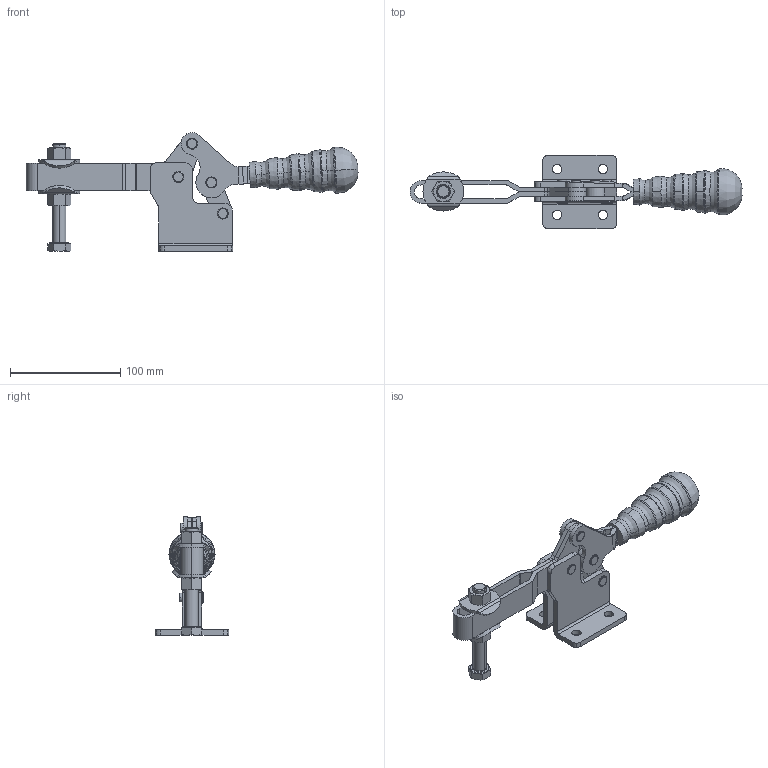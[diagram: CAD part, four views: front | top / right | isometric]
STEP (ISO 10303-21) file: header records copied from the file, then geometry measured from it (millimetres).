
FILE_DESCRIPTION((''),'2;1');
FILE_NAME('135.0.stp','2005-08-29T13:39:48',('CAD'),(''),'Autodesk Inventor 8','Autodesk Inventor 8','');
FILE_SCHEMA(('AUTOMOTIVE_DESIGN { 1 0 10303 214 1 1 1 1 }'));
Length unit declared in the file: millimetre
Products named in the file (1): Part62
Bounding box: 301.07 x 67 x 107.49 mm (x, y, z)
Volume: 212405 mm3; surface area: 74474.1 mm2
Topology: 1 solids, 4 shells, 1084 faces, 3563 edges, 2142 vertices
Faces by surface type: plane 390, cone 356, cylinder 188, bspline 128, torus 22
Entity records: 41996 total; most frequent: CARTESIAN_POINT 11614, ORIENTED_EDGE 7106, DIRECTION 6260, EDGE_CURVE 3553, AXIS2_PLACEMENT_3D 2390, VERTEX_POINT 2142, VECTOR 1480, LINE 1480
